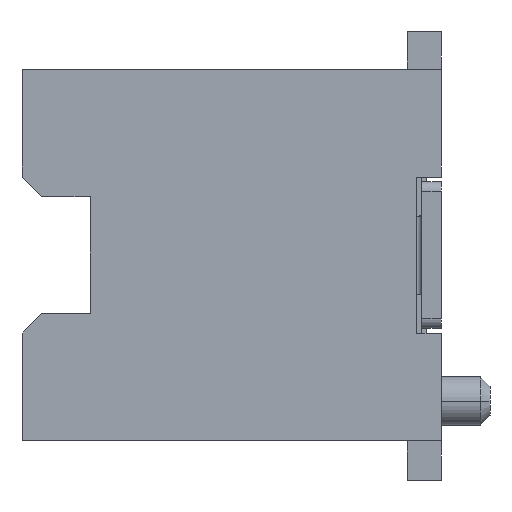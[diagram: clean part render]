
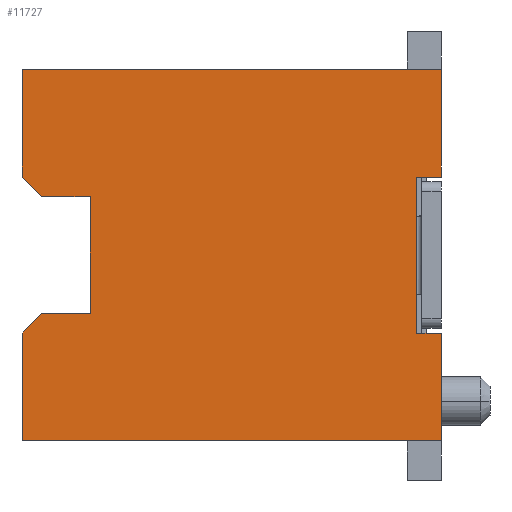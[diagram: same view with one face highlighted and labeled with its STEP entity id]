
A CAD part, left-side view. The second image highlights one B-rep face of the part: STEP entity #11727.
In plain terms, the highlighted planar face has unit normal (-1, 0, 0).
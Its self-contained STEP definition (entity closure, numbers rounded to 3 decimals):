
#214=DIRECTION('',(0.,0.,1.));
#215=VECTOR('',#214,1.1);
#216=CARTESIAN_POINT('',(-3.6,0.,-1.9));
#217=LINE('10614',#216,#215);
#222=DIRECTION('',(0.,0.,1.));
#223=VECTOR('',#222,1.1);
#224=CARTESIAN_POINT('',(-3.6,0.,0.8));
#225=LINE('10615',#224,#223);
#1474=DIRECTION('',(0.,0.,1.));
#1475=VECTOR('',#1474,1.1);
#1476=CARTESIAN_POINT('',(-3.6,4.3,0.8));
#1477=LINE('499',#1476,#1475);
#1506=DIRECTION('',(0.,0.,1.));
#1507=VECTOR('',#1506,1.1);
#1508=CARTESIAN_POINT('',(-3.6,4.3,-1.9));
#1509=LINE('498',#1508,#1507);
#3070=DIRECTION('',(0.,0.,1.));
#3071=VECTOR('',#3070,1.6);
#3072=CARTESIAN_POINT('',(-3.6,0.25,-0.8));
#3073=LINE('10598',#3072,#3071);
#3074=DIRECTION('',(0.,1.,0.));
#3075=VECTOR('',#3074,0.25);
#3076=CARTESIAN_POINT('',(-3.6,0.,-0.8));
#3077=LINE('10599',#3076,#3075);
#3078=DIRECTION('',(0.,1.,0.));
#3079=VECTOR('',#3078,4.3);
#3080=CARTESIAN_POINT('',(-3.6,0.,-1.9));
#3081=LINE('53',#3080,#3079);
#3082=DIRECTION('',(0.,0.707,-0.707));
#3083=VECTOR('',#3082,0.283);
#3084=CARTESIAN_POINT('',(-3.6,4.1,-0.6));
#3085=LINE('462',#3084,#3083);
#3086=DIRECTION('',(0.,-1.,0.));
#3087=VECTOR('',#3086,0.5);
#3088=CARTESIAN_POINT('',(-3.6,4.1,-0.6));
#3089=LINE('490',#3088,#3087);
#3090=DIRECTION('',(0.,0.,-1.));
#3091=VECTOR('',#3090,1.2);
#3092=CARTESIAN_POINT('',(-3.6,3.6,0.6));
#3093=LINE('176',#3092,#3091);
#3094=DIRECTION('',(0.,-1.,0.));
#3095=VECTOR('',#3094,0.5);
#3096=CARTESIAN_POINT('',(-3.6,4.1,0.6));
#3097=LINE('491',#3096,#3095);
#3098=DIRECTION('',(0.,-0.707,-0.707));
#3099=VECTOR('',#3098,0.283);
#3100=CARTESIAN_POINT('',(-3.6,4.3,0.8));
#3101=LINE('474',#3100,#3099);
#3102=DIRECTION('',(0.,1.,0.));
#3103=VECTOR('',#3102,0.25);
#3104=CARTESIAN_POINT('',(-3.6,0.,0.8));
#3105=LINE('10600',#3104,#3103);
#6166=DIRECTION('',(0.,1.,0.));
#6167=VECTOR('',#6166,4.3);
#6168=CARTESIAN_POINT('',(-3.6,0.,1.9));
#6169=LINE('55',#6168,#6167);
#6466=CARTESIAN_POINT('',(-3.6,4.3,1.9));
#6468=VERTEX_POINT('',#6466);
#6471=CARTESIAN_POINT('',(-3.6,4.3,-1.9));
#6473=VERTEX_POINT('',#6471);
#6474=CARTESIAN_POINT('',(-3.6,0.,-1.9));
#6475=VERTEX_POINT('',#6474);
#6476=CARTESIAN_POINT('',(-3.6,0.,1.9));
#6477=VERTEX_POINT('',#6476);
#6498=CARTESIAN_POINT('',(-3.6,3.6,0.6));
#6499=CARTESIAN_POINT('',(-3.6,3.6,-0.6));
#6500=VERTEX_POINT('',#6498);
#6501=VERTEX_POINT('',#6499);
#6502=CARTESIAN_POINT('',(-3.6,4.1,-0.6));
#6503=CARTESIAN_POINT('',(-3.6,4.3,-0.8));
#6504=VERTEX_POINT('',#6502);
#6505=VERTEX_POINT('',#6503);
#6526=CARTESIAN_POINT('',(-3.6,4.3,0.8));
#6527=CARTESIAN_POINT('',(-3.6,4.1,0.6));
#6528=VERTEX_POINT('',#6526);
#6529=VERTEX_POINT('',#6527);
#6882=CARTESIAN_POINT('',(-3.6,0.,-0.8));
#6884=VERTEX_POINT('',#6882);
#6886=CARTESIAN_POINT('',(-3.6,0.,0.8));
#6888=VERTEX_POINT('',#6886);
#6898=CARTESIAN_POINT('',(-3.6,0.25,-0.8));
#6899=CARTESIAN_POINT('',(-3.6,0.25,0.8));
#6900=VERTEX_POINT('',#6898);
#6901=VERTEX_POINT('',#6899);
#11700=CARTESIAN_POINT('',(-3.6,0.,-1.9));
#11701=DIRECTION('',(-1.,0.,0.));
#11702=DIRECTION('',(0.,0.,1.));
#11703=AXIS2_PLACEMENT_3D('',#11700,#11701,#11702);
#11704=PLANE('52',#11703);
#11705=ORIENTED_EDGE('10598',*,*,#8821,.F.);
#11706=ORIENTED_EDGE('10599',*,*,#8736,.F.);
#11707=ORIENTED_EDGE('10614',*,*,#8525,.F.);
#11709=ORIENTED_EDGE('53',*,*,#11708,.T.);
#11710=ORIENTED_EDGE('498',*,*,#10266,.T.);
#11712=ORIENTED_EDGE('462',*,*,#11711,.F.);
#11714=ORIENTED_EDGE('490',*,*,#11713,.T.);
#11716=ORIENTED_EDGE('176',*,*,#11715,.F.);
#11717=ORIENTED_EDGE('491',*,*,#11663,.F.);
#11718=ORIENTED_EDGE('474',*,*,#11691,.F.);
#11719=ORIENTED_EDGE('499',*,*,#10242,.T.);
#11721=ORIENTED_EDGE('55',*,*,#11720,.F.);
#11722=ORIENTED_EDGE('10615',*,*,#8543,.F.);
#11724=ORIENTED_EDGE('10600',*,*,#11723,.T.);
#11725=EDGE_LOOP('52',(#11705,#11706,#11707,#11709,#11710,#11712,#11714,#11716,
#11717,#11718,#11719,#11721,#11722,#11724));
#11726=FACE_OUTER_BOUND('52',#11725,.F.);
#8525=EDGE_CURVE('10614',#6475,#6884,#217,.T.);
#8543=EDGE_CURVE('10615',#6888,#6477,#225,.T.);
#8736=EDGE_CURVE('10599',#6884,#6900,#3077,.T.);
#8821=EDGE_CURVE('10598',#6900,#6901,#3073,.T.);
#10242=EDGE_CURVE('499',#6528,#6468,#1477,.T.);
#10266=EDGE_CURVE('498',#6473,#6505,#1509,.T.);
#11663=EDGE_CURVE('491',#6529,#6500,#3097,.T.);
#11691=EDGE_CURVE('474',#6528,#6529,#3101,.T.);
#11708=EDGE_CURVE('53',#6475,#6473,#3081,.T.);
#11711=EDGE_CURVE('462',#6504,#6505,#3085,.T.);
#11713=EDGE_CURVE('490',#6504,#6501,#3089,.T.);
#11715=EDGE_CURVE('176',#6500,#6501,#3093,.T.);
#11720=EDGE_CURVE('55',#6477,#6468,#6169,.T.);
#11723=EDGE_CURVE('10600',#6888,#6901,#3105,.T.);
#11727=ADVANCED_FACE('52',(#11726),#11704,.T.);
